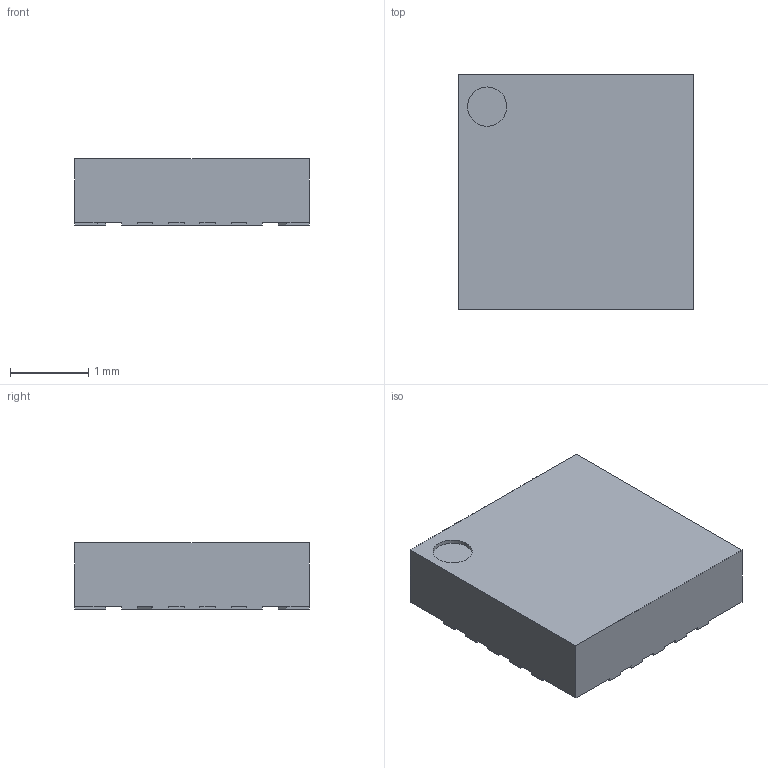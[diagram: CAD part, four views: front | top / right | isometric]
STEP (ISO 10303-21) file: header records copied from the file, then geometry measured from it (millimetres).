
FILE_DESCRIPTION (( 'STEP AP214' ), '1' );
FILE_NAME ('VQFN-20-1EP_3x3mm_P0.4mm_EP1.7x1.7mm.STEP', '2023-10-11T16:19:03', ( '' ), ( '' ), 'SwSTEP 2.0', 'SolidWorks 2023', '' );
FILE_SCHEMA (( 'AUTOMOTIVE_DESIGN' ));
Length unit declared in the file: millimetre
Products named in the file (1): VQFN-20-1EP_3x3mm_P0.4mm_EP1.7x1.7mm
Bounding box: 3 x 3 x 0.85 mm (x, y, z)
Volume: 7.5 mm3; surface area: 28.9 mm2
Topology: 1 solids, 1 shells, 100 faces, 288 edges, 192 vertices
Faces by surface type: plane 98, cylinder 2
Entity records: 3239 total; most frequent: CARTESIAN_POINT 581, ORIENTED_EDGE 576, DIRECTION 494, EDGE_CURVE 288, LINE 284, VECTOR 284, VERTEX_POINT 192, AXIS2_PLACEMENT_3D 105
